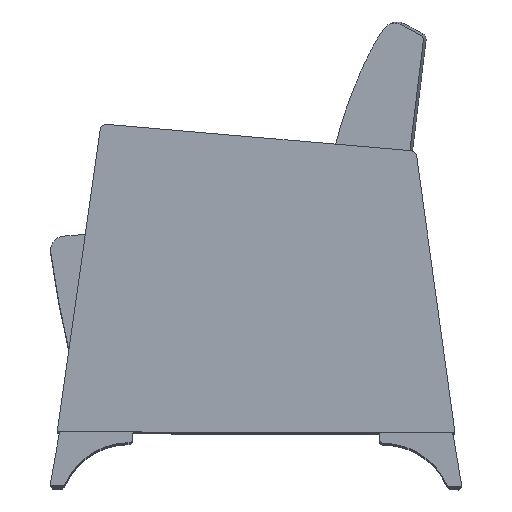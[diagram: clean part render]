
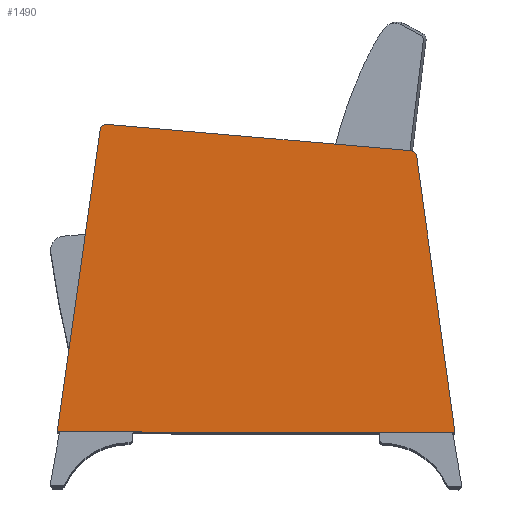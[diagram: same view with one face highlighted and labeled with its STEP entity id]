
A CAD part, top view. The second image highlights one B-rep face of the part: STEP entity #1490.
In plain terms, the highlighted planar face has unit normal (0, 0, 1).
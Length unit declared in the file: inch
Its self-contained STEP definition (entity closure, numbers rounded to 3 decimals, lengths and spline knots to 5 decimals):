
#277=PLANE('',#1645);
#303=FACE_OUTER_BOUND('',#406,.T.);
#406=EDGE_LOOP('',(#1070,#1071,#1072,#1073,#1074,#1075));
#536=LINE('',#2298,#584);
#539=LINE('',#2303,#587);
#540=LINE('',#2308,#588);
#541=LINE('',#2309,#589);
#584=VECTOR('',#1855,0.3937);
#587=VECTOR('',#1860,0.3937);
#588=VECTOR('',#1865,0.3937);
#589=VECTOR('',#1866,0.3937);
#626=CIRCLE('',#1639,0.5);
#629=CIRCLE('',#1646,0.5);
#707=VERTEX_POINT('',#2278);
#708=VERTEX_POINT('',#2279);
#715=VERTEX_POINT('',#2297);
#716=VERTEX_POINT('',#2301);
#717=VERTEX_POINT('',#2305);
#718=VERTEX_POINT('',#2307);
#845=EDGE_CURVE('',#707,#708,#626,.T.);
#854=EDGE_CURVE('',#708,#715,#536,.T.);
#857=EDGE_CURVE('',#707,#716,#539,.T.);
#858=EDGE_CURVE('',#717,#716,#629,.T.);
#859=EDGE_CURVE('',#718,#717,#540,.T.);
#860=EDGE_CURVE('',#715,#718,#541,.T.);
#1070=ORIENTED_EDGE('',*,*,#845,.F.);
#1071=ORIENTED_EDGE('',*,*,#857,.T.);
#1072=ORIENTED_EDGE('',*,*,#858,.F.);
#1073=ORIENTED_EDGE('',*,*,#859,.F.);
#1074=ORIENTED_EDGE('',*,*,#860,.F.);
#1075=ORIENTED_EDGE('',*,*,#854,.F.);
#1490=ADVANCED_FACE('',(#303),#277,.T.);
#1639=AXIS2_PLACEMENT_3D('',#2280,#1839,#1840);
#1645=AXIS2_PLACEMENT_3D('',#2304,#1861,#1862);
#1646=AXIS2_PLACEMENT_3D('',#2306,#1863,#1864);
#1839=DIRECTION('center_axis',(0.,0.,-1.));
#1840=DIRECTION('ref_axis',(0.687,0.726,0.));
#1855=DIRECTION('',(0.139,-0.99,0.));
#1860=DIRECTION('',(-0.996,0.084,0.));
#1861=DIRECTION('center_axis',(0.,0.,1.));
#1862=DIRECTION('ref_axis',(1.,0.,0.));
#1863=DIRECTION('center_axis',(0.,0.,-1.));
#1864=DIRECTION('ref_axis',(-0.656,0.755,0.));
#1865=DIRECTION('',(0.139,0.99,0.));
#1866=DIRECTION('',(-1.,0.,0.));
#2278=CARTESIAN_POINT('',(9.12104,20.07558,2.75));
#2279=CARTESIAN_POINT('',(9.57405,19.64695,2.75));
#2280=CARTESIAN_POINT('Origin',(9.07891,19.57736,2.75));
#2297=CARTESIAN_POINT('',(12.28079,0.38751,2.75));
#2298=CARTESIAN_POINT('',(9.25916,21.88751,2.75));
#2301=CARTESIAN_POINT('',(-12.15771,21.87479,2.75));
#2303=CARTESIAN_POINT('',(-6.44152,21.39147,2.75));
#2304=CARTESIAN_POINT('Origin',(-1.61059,10.43854,2.75));
#2305=CARTESIAN_POINT('',(-12.54082,21.45709,2.75));
#2306=CARTESIAN_POINT('Origin',(-12.04569,21.38751,2.75));
#2307=CARTESIAN_POINT('',(-15.50196,0.38751,2.75));
#2308=CARTESIAN_POINT('',(-15.50196,0.38751,2.75));
#2309=CARTESIAN_POINT('',(12.28079,0.38751,2.75));
